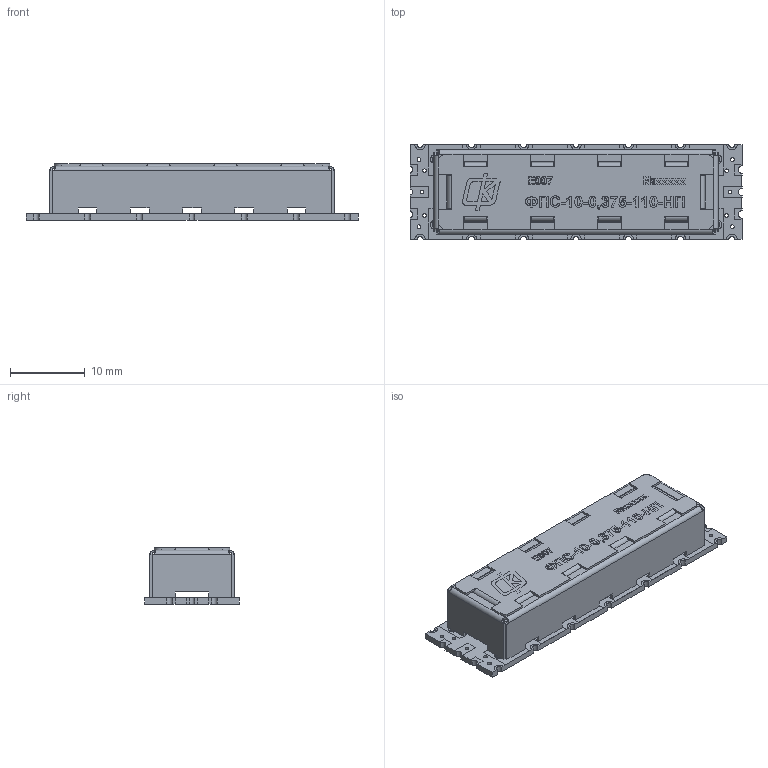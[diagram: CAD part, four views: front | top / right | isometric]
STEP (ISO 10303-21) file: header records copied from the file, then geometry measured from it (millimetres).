
FILE_DESCRIPTION(('STEP AP203'), '1');
FILE_NAME('ÍØÁÀ.468824.048_Ôèëüòð ÔÏÑ-10-0,375-110-ÍÏ', '', ('UNSPECIFIED'), ('UNSPECIFIED'), 'ASCON STEP Converter 1.6', 'ASCON Math Kernel', '');
FILE_SCHEMA(('CONFIG_CONTROL_DESIGN'));
Length unit declared in the file: millimetre
Products named in the file (1): НШБА.468824.048_Фильтр ФПС-10-0,375-110-НП
Bounding box: 44.5 x 12.7 x 7.51 mm (x, y, z)
Volume: 777.4 mm3; surface area: 3391.8 mm2
Topology: 1 solids, 1 shells, 1325 faces, 3616 edges, 2350 vertices
Faces by surface type: plane 1043, cylinder 149, bspline 133
Full cylindrical faces by diameter (mm): 0.5 x41, 0.8 x4
Entity records: 66696 total; most frequent: CARTESIAN_POINT 23356, ORIENTED_EDGE 7142, DIRECTION 5879, EDGE_CURVE 3571, LINE 2897, VECTOR 2897, VERTEX_POINT 2350, EDGE_LOOP 1575
